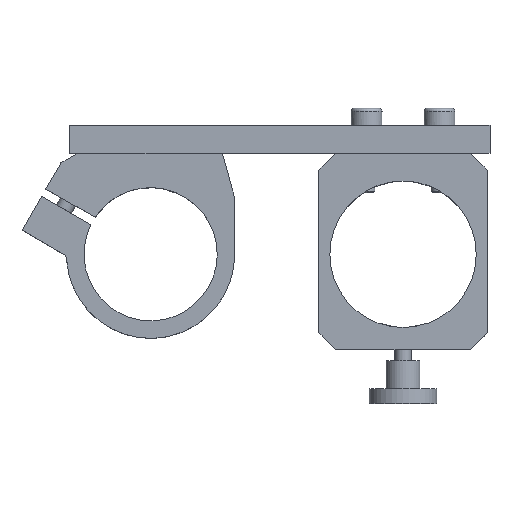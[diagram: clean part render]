
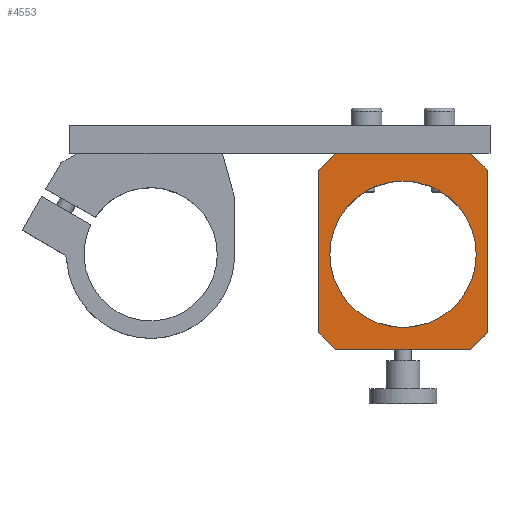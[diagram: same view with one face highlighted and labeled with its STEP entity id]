
A CAD part, top view. The second image highlights one B-rep face of the part: STEP entity #4553.
In plain terms, the highlighted planar face has unit normal (0, 0, 1).
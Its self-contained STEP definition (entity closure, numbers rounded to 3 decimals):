
#249=LINE('',#6846,#726);
#253=LINE('',#6853,#730);
#256=LINE('',#6859,#733);
#261=LINE('',#6871,#738);
#262=LINE('',#6873,#739);
#263=LINE('',#6875,#740);
#264=LINE('',#6876,#741);
#265=LINE('',#6877,#742);
#726=VECTOR('',#5485,1000.);
#730=VECTOR('',#5491,1000.);
#733=VECTOR('',#5496,1000.);
#738=VECTOR('',#5507,1000.);
#739=VECTOR('',#5508,1000.);
#740=VECTOR('',#5509,10.);
#741=VECTOR('',#5510,1000.);
#742=VECTOR('',#5511,1000.);
#1112=FACE_BOUND('',#1491,.T.);
#1221=FACE_OUTER_BOUND('',#1490,.T.);
#1490=EDGE_LOOP('',(#3216,#3217,#3218,#3219,#3220,#3221,#3222,#3223));
#1491=EDGE_LOOP('',(#3224));
#1738=CIRCLE('',#4875,13.05);
#1894=VERTEX_POINT('',#6676);
#1934=VERTEX_POINT('',#6844);
#1935=VERTEX_POINT('',#6845);
#1936=VERTEX_POINT('',#6850);
#1937=VERTEX_POINT('',#6852);
#1938=VERTEX_POINT('',#6856);
#1939=VERTEX_POINT('',#6858);
#1944=VERTEX_POINT('',#6872);
#1945=VERTEX_POINT('',#6874);
#2366=EDGE_CURVE('',#1894,#1894,#1738,.T.);
#2407=EDGE_CURVE('',#1934,#1935,#249,.T.);
#2411=EDGE_CURVE('',#1936,#1937,#253,.T.);
#2414=EDGE_CURVE('',#1938,#1939,#256,.T.);
#2420=EDGE_CURVE('',#1936,#1935,#261,.F.);
#2421=EDGE_CURVE('',#1934,#1944,#262,.F.);
#2422=EDGE_CURVE('',#1945,#1944,#263,.T.);
#2423=EDGE_CURVE('',#1945,#1939,#264,.F.);
#2424=EDGE_CURVE('',#1938,#1937,#265,.F.);
#3216=ORIENTED_EDGE('',*,*,#2411,.F.);
#3217=ORIENTED_EDGE('',*,*,#2420,.T.);
#3218=ORIENTED_EDGE('',*,*,#2407,.F.);
#3219=ORIENTED_EDGE('',*,*,#2421,.T.);
#3220=ORIENTED_EDGE('',*,*,#2422,.F.);
#3221=ORIENTED_EDGE('',*,*,#2423,.T.);
#3222=ORIENTED_EDGE('',*,*,#2414,.F.);
#3223=ORIENTED_EDGE('',*,*,#2424,.T.);
#3224=ORIENTED_EDGE('',*,*,#2366,.T.);
#4095=PLANE('',#4882);
#4553=ADVANCED_FACE('',(#1221,#1112),#4095,.F.);
#4875=AXIS2_PLACEMENT_3D('',#6678,#5448,#5449);
#4882=AXIS2_PLACEMENT_3D('',#6870,#5505,#5506);
#5448=DIRECTION('center_axis',(0.,0.,
-1.));
#5449=DIRECTION('ref_axis',(0.,-1.,0.));
#5485=DIRECTION('',(0.,-1.,0.));
#5491=DIRECTION('',(-1.,0.,0.));
#5496=DIRECTION('',(0.,1.,0.));
#5505=DIRECTION('center_axis',(0.,0.,
-1.));
#5506=DIRECTION('ref_axis',(0.,-1.,0.));
#5507=DIRECTION('',(-0.707,-0.707,0.));
#5508=DIRECTION('',(0.707,-0.707,0.));
#5509=DIRECTION('',(1.,0.,0.));
#5510=DIRECTION('',(0.707,0.707,0.));
#5511=DIRECTION('',(-0.707,0.707,0.));
#6676=CARTESIAN_POINT('',(45.,13.05,4.));
#6678=CARTESIAN_POINT('Origin',(45.,0.,4.));
#6844=CARTESIAN_POINT('',(60.,15.,4.));
#6845=CARTESIAN_POINT('',(60.,-14.,4.));
#6846=CARTESIAN_POINT('',(60.,18.,4.));
#6850=CARTESIAN_POINT('',(57.,-17.,4.));
#6852=CARTESIAN_POINT('',(33.,-17.,4.));
#6853=CARTESIAN_POINT('',(60.,-17.,4.));
#6856=CARTESIAN_POINT('',(30.,-14.,4.));
#6858=CARTESIAN_POINT('',(30.,15.,4.));
#6859=CARTESIAN_POINT('',(30.,-17.,4.));
#6870=CARTESIAN_POINT('Origin',(60.,-17.,4.));
#6871=CARTESIAN_POINT('',(57.,-17.,4.));
#6872=CARTESIAN_POINT('',(57.,18.,4.));
#6873=CARTESIAN_POINT('',(60.,15.,4.));
#6874=CARTESIAN_POINT('',(33.,18.,4.));
#6875=CARTESIAN_POINT('',(60.25,18.,4.));
#6876=CARTESIAN_POINT('',(33.,18.,4.));
#6877=CARTESIAN_POINT('',(30.,-14.,4.));
